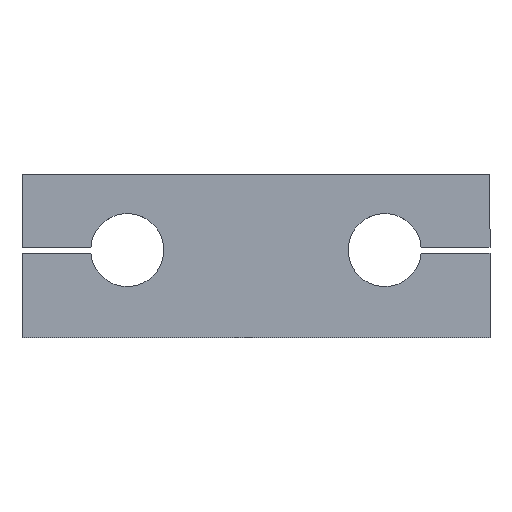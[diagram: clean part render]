
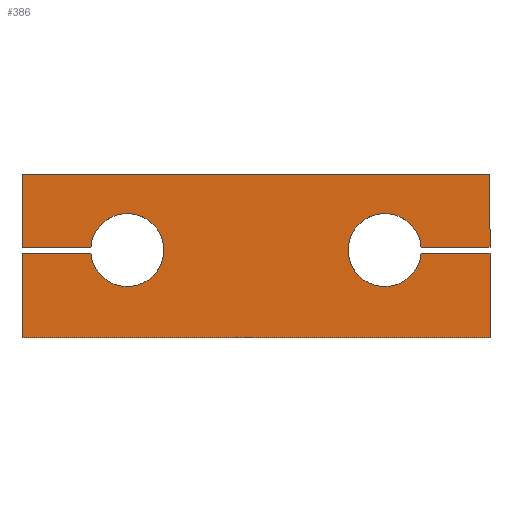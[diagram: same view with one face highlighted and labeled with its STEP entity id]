
A CAD part, top view. The second image highlights one B-rep face of the part: STEP entity #386.
In plain terms, the highlighted planar face has unit normal (0, 0, 1).
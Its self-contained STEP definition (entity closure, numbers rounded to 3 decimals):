
#1 = EDGE_CURVE ( 'NONE', #123, #450, #238, .T. ) ;
#3 = CARTESIAN_POINT ( 'NONE',  ( -80., 56., 12.5 ) ) ;
#5 = EDGE_CURVE ( 'NONE', #497, #666, #657, .T. ) ;
#11 = LINE ( 'NONE', #458, #678 ) ;
#26 = ORIENTED_EDGE ( 'NONE', *, *, #263, .T. ) ;
#31 = EDGE_CURVE ( 'NONE', #450, #356, #68, .T. ) ;
#32 = CARTESIAN_POINT ( 'NONE',  ( -56.46, 31., 12.5 ) ) ;
#39 = CARTESIAN_POINT ( 'NONE',  ( -80., 0., 12.5 ) ) ;
#63 = DIRECTION ( 'NONE',  ( 1., 0., 0. ) ) ;
#65 = VECTOR ( 'NONE', #696, 1000. ) ;
#68 = LINE ( 'NONE', #176, #527 ) ;
#87 = ORIENTED_EDGE ( 'NONE', *, *, #192, .T. ) ;
#88 = CARTESIAN_POINT ( 'NONE',  ( 80., 56., 12.5 ) ) ;
#121 = DIRECTION ( 'NONE',  ( -1., 0., 0. ) ) ;
#123 = VERTEX_POINT ( 'NONE', #627 ) ;
#131 = CARTESIAN_POINT ( 'NONE',  ( 56.46, 29., 12.5 ) ) ;
#133 = VERTEX_POINT ( 'NONE', #700 ) ;
#138 = CARTESIAN_POINT ( 'NONE',  ( 80., 29., 12.5 ) ) ;
#146 = VERTEX_POINT ( 'NONE', #138 ) ;
#150 = ORIENTED_EDGE ( 'NONE', *, *, #664, .T. ) ;
#163 = AXIS2_PLACEMENT_3D ( 'NONE', #631, #391, #121 ) ;
#176 = CARTESIAN_POINT ( 'NONE',  ( -80., 31., 12.5 ) ) ;
#192 = EDGE_CURVE ( 'NONE', #638, #244, #470, .T. ) ;
#204 = LINE ( 'NONE', #321, #307 ) ;
#222 = EDGE_CURVE ( 'NONE', #550, #123, #540, .T. ) ;
#224 = ORIENTED_EDGE ( 'NONE', *, *, #641, .T. ) ;
#228 = CARTESIAN_POINT ( 'NONE',  ( -44., 30., 12.5 ) ) ;
#233 = ORIENTED_EDGE ( 'NONE', *, *, #31, .F. ) ;
#238 = CIRCLE ( 'NONE', #335, 12.5 ) ;
#239 = DIRECTION ( 'NONE',  ( 0., 1., 0. ) ) ;
#244 = VERTEX_POINT ( 'NONE', #88 ) ;
#249 = CARTESIAN_POINT ( 'NONE',  ( -80., 29., 12.5 ) ) ;
#250 = LINE ( 'NONE', #39, #494 ) ;
#257 = VECTOR ( 'NONE', #486, 1000. ) ;
#263 = EDGE_CURVE ( 'NONE', #133, #146, #536, .T. ) ;
#274 = ORIENTED_EDGE ( 'NONE', *, *, #325, .T. ) ;
#275 = FACE_OUTER_BOUND ( 'NONE', #465, .T. ) ;
#307 = VECTOR ( 'NONE', #662, 1000. ) ;
#318 = VECTOR ( 'NONE', #692, 1000. ) ;
#321 = CARTESIAN_POINT ( 'NONE',  ( -80., 0., 12.5 ) ) ;
#324 = LINE ( 'NONE', #373, #661 ) ;
#325 = EDGE_CURVE ( 'NONE', #666, #638, #11, .T. ) ;
#335 = AXIS2_PLACEMENT_3D ( 'NONE', #228, #347, #63 ) ;
#347 = DIRECTION ( 'NONE',  ( 0., 0., 1. ) ) ;
#356 = VERTEX_POINT ( 'NONE', #576 ) ;
#358 = CARTESIAN_POINT ( 'NONE',  ( 56.46, 31., 12.5 ) ) ;
#363 = CARTESIAN_POINT ( 'NONE',  ( 80., 0., 12.5 ) ) ;
#367 = CARTESIAN_POINT ( 'NONE',  ( 80., 0., 12.5 ) ) ;
#373 = CARTESIAN_POINT ( 'NONE',  ( 80., 29., 12.5 ) ) ;
#378 = LINE ( 'NONE', #543, #646 ) ;
#386 = ADVANCED_FACE ( 'NONE', ( #275 ), #402, .F. ) ;
#391 = DIRECTION ( 'NONE',  ( 0., 0., -1. ) ) ;
#402 = PLANE ( 'NONE',  #163 ) ;
#430 = AXIS2_PLACEMENT_3D ( 'NONE', #633, #579, #680 ) ;
#434 = VERTEX_POINT ( 'NONE', #3 ) ;
#442 = ORIENTED_EDGE ( 'NONE', *, *, #552, .T. ) ;
#450 = VERTEX_POINT ( 'NONE', #32 ) ;
#458 = CARTESIAN_POINT ( 'NONE',  ( 80., 31., 12.5 ) ) ;
#465 = EDGE_LOOP ( 'NONE', ( #224, #539, #274, #87, #442, #150, #233, #544, #502, #510, #571, #26 ) ) ;
#470 = LINE ( 'NONE', #367, #318 ) ;
#486 = DIRECTION ( 'NONE',  ( 1., 0., 0. ) ) ;
#490 = CARTESIAN_POINT ( 'NONE',  ( -80., 29., 12.5 ) ) ;
#493 = CARTESIAN_POINT ( 'NONE',  ( 80., 31., 12.5 ) ) ;
#494 = VECTOR ( 'NONE', #583, 1000. ) ;
#497 = VERTEX_POINT ( 'NONE', #131 ) ;
#502 = ORIENTED_EDGE ( 'NONE', *, *, #222, .F. ) ;
#510 = ORIENTED_EDGE ( 'NONE', *, *, #549, .T. ) ;
#512 = EDGE_CURVE ( 'NONE', #707, #133, #598, .T. ) ;
#527 = VECTOR ( 'NONE', #630, 1000. ) ;
#536 = LINE ( 'NONE', #363, #615 ) ;
#539 = ORIENTED_EDGE ( 'NONE', *, *, #5, .T. ) ;
#540 = LINE ( 'NONE', #249, #65 ) ;
#543 = CARTESIAN_POINT ( 'NONE',  ( -80., 56., 12.5 ) ) ;
#544 = ORIENTED_EDGE ( 'NONE', *, *, #1, .F. ) ;
#547 = DIRECTION ( 'NONE',  ( -1., 0., 0. ) ) ;
#549 = EDGE_CURVE ( 'NONE', #550, #707, #204, .T. ) ;
#550 = VERTEX_POINT ( 'NONE', #490 ) ;
#552 = EDGE_CURVE ( 'NONE', #244, #434, #378, .T. ) ;
#571 = ORIENTED_EDGE ( 'NONE', *, *, #512, .T. ) ;
#576 = CARTESIAN_POINT ( 'NONE',  ( -80., 31., 12.5 ) ) ;
#579 = DIRECTION ( 'NONE',  ( 0., 0., -1. ) ) ;
#583 = DIRECTION ( 'NONE',  ( 0., -1., 0. ) ) ;
#598 = LINE ( 'NONE', #667, #257 ) ;
#610 = DIRECTION ( 'NONE',  ( -1., 0., 0. ) ) ;
#615 = VECTOR ( 'NONE', #239, 1000. ) ;
#627 = CARTESIAN_POINT ( 'NONE',  ( -56.46, 29., 12.5 ) ) ;
#630 = DIRECTION ( 'NONE',  ( -1., 0., 0. ) ) ;
#631 = CARTESIAN_POINT ( 'NONE',  ( 0., 0., 12.5 ) ) ;
#633 = CARTESIAN_POINT ( 'NONE',  ( 44., 30., 12.5 ) ) ;
#638 = VERTEX_POINT ( 'NONE', #493 ) ;
#641 = EDGE_CURVE ( 'NONE', #146, #497, #324, .T. ) ;
#646 = VECTOR ( 'NONE', #547, 1000. ) ;
#657 = CIRCLE ( 'NONE', #430, 12.5 ) ;
#661 = VECTOR ( 'NONE', #610, 1000. ) ;
#662 = DIRECTION ( 'NONE',  ( 0., -1., 0. ) ) ;
#664 = EDGE_CURVE ( 'NONE', #434, #356, #250, .T. ) ;
#666 = VERTEX_POINT ( 'NONE', #358 ) ;
#667 = CARTESIAN_POINT ( 'NONE',  ( -80., 0., 12.5 ) ) ;
#678 = VECTOR ( 'NONE', #681, 1000. ) ;
#680 = DIRECTION ( 'NONE',  ( -1., 0., 0. ) ) ;
#681 = DIRECTION ( 'NONE',  ( 1., 0., 0. ) ) ;
#685 = CARTESIAN_POINT ( 'NONE',  ( -80., 0., 12.5 ) ) ;
#692 = DIRECTION ( 'NONE',  ( 0., 1., 0. ) ) ;
#696 = DIRECTION ( 'NONE',  ( 1., 0., 0. ) ) ;
#700 = CARTESIAN_POINT ( 'NONE',  ( 80., 0., 12.5 ) ) ;
#707 = VERTEX_POINT ( 'NONE', #685 ) ;
